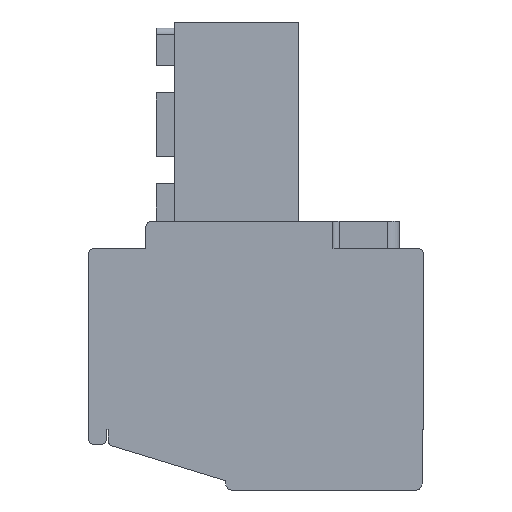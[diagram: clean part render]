
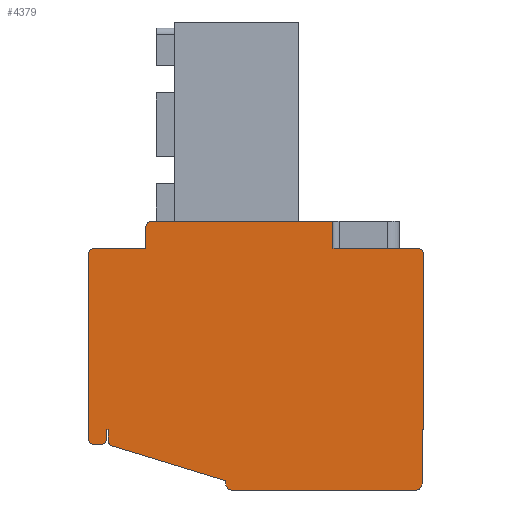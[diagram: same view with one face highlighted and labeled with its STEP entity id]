
A CAD part, left-side view. The second image highlights one B-rep face of the part: STEP entity #4379.
In plain terms, the highlighted planar face has unit normal (-1, 0, 0).
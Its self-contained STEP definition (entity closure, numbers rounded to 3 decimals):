
#72=CARTESIAN_POINT('',(-5.25,2.7,-6.8));
#73=DIRECTION('',(1.,0.,0.));
#74=DIRECTION('',(0.,1.,0.));
#75=AXIS2_PLACEMENT_3D('',#72,#73,#74);
#77=DIRECTION('',(0.,-1.,0.));
#78=VECTOR('',#77,6.);
#79=CARTESIAN_POINT('',(-5.25,2.7,-6.6));
#80=LINE('',#79,#78);
#81=DIRECTION('',(0.,0.,-1.));
#82=VECTOR('',#81,0.9);
#83=CARTESIAN_POINT('',(-5.25,-3.3,-6.6));
#84=LINE('',#83,#82);
#85=DIRECTION('',(0.,-1.,0.));
#86=VECTOR('',#85,2.8);
#87=CARTESIAN_POINT('',(-5.25,-3.3,-7.5));
#88=LINE('',#87,#86);
#89=CARTESIAN_POINT('',(-5.25,-6.1,-7.7));
#90=DIRECTION('',(1.,0.,0.));
#91=DIRECTION('',(0.,0.,1.));
#92=AXIS2_PLACEMENT_3D('',#89,#90,#91);
#94=DIRECTION('',(0.,0.,-1.));
#95=VECTOR('',#94,5.8);
#96=CARTESIAN_POINT('',(-5.25,-6.3,-7.7));
#97=LINE('',#96,#95);
#98=DIRECTION('',(0.,1.,0.));
#99=VECTOR('',#98,0.05);
#100=CARTESIAN_POINT('',(-5.25,-6.3,-13.5));
#101=LINE('',#100,#99);
#102=DIRECTION('',(0.,0.,-1.));
#103=VECTOR('',#102,1.8);
#104=CARTESIAN_POINT('',(-5.25,-6.25,-13.5));
#105=LINE('',#104,#103);
#106=CARTESIAN_POINT('',(-5.25,-6.05,-15.3));
#107=DIRECTION('',(1.,0.,0.));
#108=DIRECTION('',(0.,-1.,0.));
#109=AXIS2_PLACEMENT_3D('',#106,#107,#108);
#111=DIRECTION('',(0.,1.,0.));
#112=VECTOR('',#111,6.1);
#113=CARTESIAN_POINT('',(-5.25,-6.05,-15.5));
#114=LINE('',#113,#112);
#115=CARTESIAN_POINT('',(-5.25,0.05,-15.3));
#116=DIRECTION('',(1.,0.,0.));
#117=DIRECTION('',(0.,0.,-1.));
#118=AXIS2_PLACEMENT_3D('',#115,#116,#117);
#120=DIRECTION('',(0.,0.,1.));
#121=VECTOR('',#120,0.108);
#122=CARTESIAN_POINT('',(-5.25,0.25,-15.3));
#123=LINE('',#122,#121);
#124=DIRECTION('',(0.,0.956,0.292));
#125=VECTOR('',#124,3.93);
#126=CARTESIAN_POINT('',(-5.25,0.25,-15.192));
#127=LINE('',#126,#125);
#128=CARTESIAN_POINT('',(-5.25,3.95,-13.852));
#129=DIRECTION('',(1.,0.,0.));
#130=DIRECTION('',(0.,0.292,-0.956));
#131=AXIS2_PLACEMENT_3D('',#128,#129,#130);
#133=DIRECTION('',(0.,0.,1.));
#134=VECTOR('',#133,0.352);
#135=CARTESIAN_POINT('',(-5.25,4.15,-13.852));
#136=LINE('',#135,#134);
#137=DIRECTION('',(0.,1.,0.));
#138=VECTOR('',#137,0.05);
#139=CARTESIAN_POINT('',(-5.25,4.15,-13.5));
#140=LINE('',#139,#138);
#141=DIRECTION('',(0.,0.,-1.));
#142=VECTOR('',#141,0.3);
#143=CARTESIAN_POINT('',(-5.25,4.2,-13.5));
#144=LINE('',#143,#142);
#145=CARTESIAN_POINT('',(-5.25,4.4,-13.8));
#146=DIRECTION('',(1.,0.,0.));
#147=DIRECTION('',(0.,-1.,0.));
#148=AXIS2_PLACEMENT_3D('',#145,#146,#147);
#150=DIRECTION('',(0.,1.,0.));
#151=VECTOR('',#150,0.2);
#152=CARTESIAN_POINT('',(-5.25,4.4,-14.));
#153=LINE('',#152,#151);
#154=CARTESIAN_POINT('',(-5.25,4.6,-13.8));
#155=DIRECTION('',(1.,0.,0.));
#156=DIRECTION('',(0.,0.,-1.));
#157=AXIS2_PLACEMENT_3D('',#154,#155,#156);
#163=CARTESIAN_POINT('',(-5.25,4.6,-7.7));
#164=DIRECTION('',(-1.,0.,0.));
#165=DIRECTION('',(0.,0.,1.));
#166=AXIS2_PLACEMENT_3D('',#163,#164,#165);
#177=DIRECTION('',(0.,1.,0.));
#178=VECTOR('',#177,1.7);
#179=CARTESIAN_POINT('',(-5.25,2.9,-7.5));
#180=LINE('',#179,#178);
#242=DIRECTION('',(0.,0.,-1.));
#243=VECTOR('',#242,6.1);
#244=CARTESIAN_POINT('',(-5.25,4.8,-7.7));
#245=LINE('',#244,#243);
#2148=DIRECTION('',(0.,0.,-1.));
#2149=VECTOR('',#2148,0.7);
#2150=CARTESIAN_POINT('',(-5.25,2.9,-6.8));
#2151=LINE('',#2150,#2149);
#3464=CARTESIAN_POINT('',(-5.25,-6.3,-13.5));
#3465=CARTESIAN_POINT('',(-5.25,-6.25,-13.5));
#3466=VERTEX_POINT('',#3464);
#3467=VERTEX_POINT('',#3465);
#3468=CARTESIAN_POINT('',(-5.25,4.2,-13.5));
#3469=CARTESIAN_POINT('',(-5.25,4.2,-13.8));
#3470=VERTEX_POINT('',#3468);
#3471=VERTEX_POINT('',#3469);
#3472=CARTESIAN_POINT('',(-5.25,4.4,-14.));
#3473=CARTESIAN_POINT('',(-5.25,4.6,-14.));
#3474=VERTEX_POINT('',#3472);
#3475=VERTEX_POINT('',#3473);
#3476=CARTESIAN_POINT('',(-5.25,2.7,-6.6));
#3477=CARTESIAN_POINT('',(-5.25,-3.3,-6.6));
#3478=VERTEX_POINT('',#3476);
#3479=VERTEX_POINT('',#3477);
#3480=CARTESIAN_POINT('',(-5.25,-3.3,-7.5));
#3481=VERTEX_POINT('',#3480);
#3482=CARTESIAN_POINT('',(-5.25,-6.1,-7.5));
#3483=VERTEX_POINT('',#3482);
#3484=CARTESIAN_POINT('',(-5.25,-6.3,-7.7));
#3485=VERTEX_POINT('',#3484);
#3508=CARTESIAN_POINT('',(-5.25,4.8,-13.8));
#3509=VERTEX_POINT('',#3508);
#3510=CARTESIAN_POINT('',(-5.25,-6.25,-15.3));
#3511=VERTEX_POINT('',#3510);
#3512=CARTESIAN_POINT('',(-5.25,-6.05,-15.5));
#3513=VERTEX_POINT('',#3512);
#3514=CARTESIAN_POINT('',(-5.25,0.05,-15.5));
#3515=VERTEX_POINT('',#3514);
#3516=CARTESIAN_POINT('',(-5.25,0.25,-15.3));
#3517=VERTEX_POINT('',#3516);
#3518=CARTESIAN_POINT('',(-5.25,0.25,-15.192));
#3519=VERTEX_POINT('',#3518);
#3520=CARTESIAN_POINT('',(-5.25,4.008,-14.043));
#3521=VERTEX_POINT('',#3520);
#3522=CARTESIAN_POINT('',(-5.25,4.15,-13.852));
#3523=VERTEX_POINT('',#3522);
#3524=CARTESIAN_POINT('',(-5.25,4.15,-13.5));
#3525=VERTEX_POINT('',#3524);
#3544=CARTESIAN_POINT('',(-5.25,2.9,-6.8));
#3545=VERTEX_POINT('',#3544);
#3718=CARTESIAN_POINT('',(-5.25,2.9,-7.5));
#3720=VERTEX_POINT('',#3718);
#3740=CARTESIAN_POINT('',(-5.25,4.6,-7.5));
#3742=VERTEX_POINT('',#3740);
#3744=CARTESIAN_POINT('',(-5.25,4.8,-7.7));
#3745=VERTEX_POINT('',#3744);
#4324=CARTESIAN_POINT('',(-5.25,0.,0.));
#4325=DIRECTION('',(1.,0.,0.));
#4326=DIRECTION('',(0.,0.,-1.));
#4327=AXIS2_PLACEMENT_3D('',#4324,#4325,#4326);
#4328=PLANE('',#4327);
#4330=ORIENTED_EDGE('',*,*,#4329,.F.);
#4332=ORIENTED_EDGE('',*,*,#4331,.F.);
#4334=ORIENTED_EDGE('',*,*,#4333,.F.);
#4336=ORIENTED_EDGE('',*,*,#4335,.T.);
#4338=ORIENTED_EDGE('',*,*,#4337,.T.);
#4340=ORIENTED_EDGE('',*,*,#4339,.T.);
#4342=ORIENTED_EDGE('',*,*,#4341,.T.);
#4344=ORIENTED_EDGE('',*,*,#4343,.T.);
#4346=ORIENTED_EDGE('',*,*,#4345,.T.);
#4348=ORIENTED_EDGE('',*,*,#4347,.T.);
#4350=ORIENTED_EDGE('',*,*,#4349,.T.);
#4352=ORIENTED_EDGE('',*,*,#4351,.T.);
#4354=ORIENTED_EDGE('',*,*,#4353,.T.);
#4356=ORIENTED_EDGE('',*,*,#4355,.T.);
#4358=ORIENTED_EDGE('',*,*,#4357,.T.);
#4360=ORIENTED_EDGE('',*,*,#4359,.T.);
#4362=ORIENTED_EDGE('',*,*,#4361,.T.);
#4364=ORIENTED_EDGE('',*,*,#4363,.T.);
#4366=ORIENTED_EDGE('',*,*,#4365,.T.);
#4368=ORIENTED_EDGE('',*,*,#4367,.T.);
#4370=ORIENTED_EDGE('',*,*,#4369,.T.);
#4372=ORIENTED_EDGE('',*,*,#4371,.T.);
#4374=ORIENTED_EDGE('',*,*,#4373,.T.);
#4376=ORIENTED_EDGE('',*,*,#4375,.F.);
#4377=EDGE_LOOP('',(#4330,#4332,#4334,#4336,#4338,#4340,#4342,#4344,#4346,#4348,
#4350,#4352,#4354,#4356,#4358,#4360,#4362,#4364,#4366,#4368,#4370,#4372,#4374,
#4376));
#4378=FACE_OUTER_BOUND('',#4377,.F.);
#4379=ADVANCED_FACE('',(#4378),#4328,.F.);
#76=CIRCLE('',#75,0.2);
#93=CIRCLE('',#92,0.2);
#110=CIRCLE('',#109,0.2);
#119=CIRCLE('',#118,0.2);
#132=CIRCLE('',#131,0.2);
#149=CIRCLE('',#148,0.2);
#158=CIRCLE('',#157,0.2);
#167=CIRCLE('',#166,0.2);
#4329=EDGE_CURVE('',#3742,#3745,#167,.T.);
#4331=EDGE_CURVE('',#3720,#3742,#180,.T.);
#4333=EDGE_CURVE('',#3545,#3720,#2151,.T.);
#4335=EDGE_CURVE('',#3545,#3478,#76,.T.);
#4337=EDGE_CURVE('',#3478,#3479,#80,.T.);
#4339=EDGE_CURVE('',#3479,#3481,#84,.T.);
#4341=EDGE_CURVE('',#3481,#3483,#88,.T.);
#4343=EDGE_CURVE('',#3483,#3485,#93,.T.);
#4345=EDGE_CURVE('',#3485,#3466,#97,.T.);
#4347=EDGE_CURVE('',#3466,#3467,#101,.T.);
#4349=EDGE_CURVE('',#3467,#3511,#105,.T.);
#4351=EDGE_CURVE('',#3511,#3513,#110,.T.);
#4353=EDGE_CURVE('',#3513,#3515,#114,.T.);
#4355=EDGE_CURVE('',#3515,#3517,#119,.T.);
#4357=EDGE_CURVE('',#3517,#3519,#123,.T.);
#4359=EDGE_CURVE('',#3519,#3521,#127,.T.);
#4361=EDGE_CURVE('',#3521,#3523,#132,.T.);
#4363=EDGE_CURVE('',#3523,#3525,#136,.T.);
#4365=EDGE_CURVE('',#3525,#3470,#140,.T.);
#4367=EDGE_CURVE('',#3470,#3471,#144,.T.);
#4369=EDGE_CURVE('',#3471,#3474,#149,.T.);
#4371=EDGE_CURVE('',#3474,#3475,#153,.T.);
#4373=EDGE_CURVE('',#3475,#3509,#158,.T.);
#4375=EDGE_CURVE('',#3745,#3509,#245,.T.);
